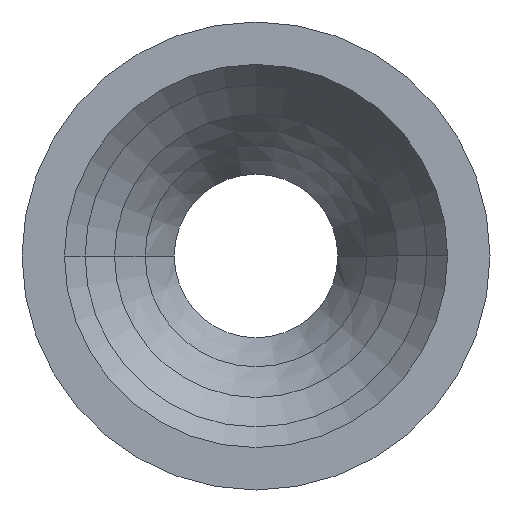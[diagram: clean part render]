
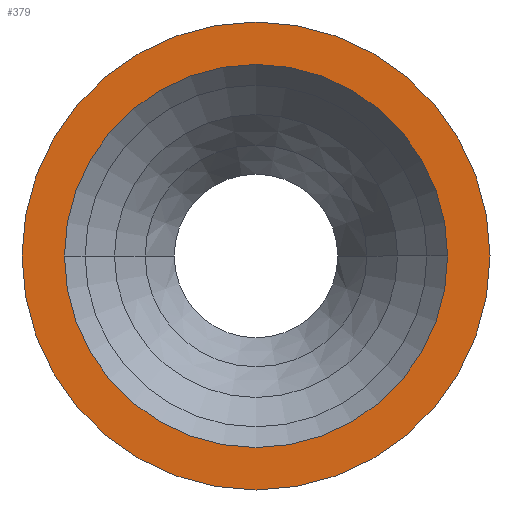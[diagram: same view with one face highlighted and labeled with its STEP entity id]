
A CAD part, left-side view. The second image highlights one B-rep face of the part: STEP entity #379.
In plain terms, the highlighted planar face has unit normal (-1, 0, 0).
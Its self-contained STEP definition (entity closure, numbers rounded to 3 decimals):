
#217 = EDGE_CURVE( '', #383, #373, #549, .T. );
#309 = EDGE_CURVE( '', #333, #481, #649, .T. );
#323 = EDGE_CURVE( '', #373, #383, #663, .T. );
#333 = VERTEX_POINT( '', #677 );
#373 = VERTEX_POINT( '', #722 );
#379 = ADVANCED_FACE( '', ( #728, #729 ), #730, .T. );
#383 = VERTEX_POINT( '', #734 );
#427 = EDGE_CURVE( '', #481, #333, #787, .T. );
#481 = VERTEX_POINT( '', #846 );
#549 = CIRCLE( '', #916, 30.7 );
#649 = CIRCLE( '', #1058, 37.5 );
#663 = CIRCLE( '', #1080, 30.7 );
#677 = CARTESIAN_POINT( '', ( 0., -37.5, 0. ) );
#722 = CARTESIAN_POINT( '', ( 0., -30.7, 0. ) );
#728 = FACE_BOUND( '', #1156, .T. );
#729 = FACE_OUTER_BOUND( '', #1157, .T. );
#730 = PLANE( '', #1158 );
#734 = CARTESIAN_POINT( '', ( 0., 30.7, 0. ) );
#787 = CIRCLE( '', #1230, 37.5 );
#846 = CARTESIAN_POINT( '', ( 0., 37.5, 0. ) );
#916 = AXIS2_PLACEMENT_3D( '', #1390, #1391, #1392 );
#1058 = AXIS2_PLACEMENT_3D( '', #1504, #1505, #1506 );
#1080 = AXIS2_PLACEMENT_3D( '', #1518, #1519, #1520 );
#1156 = EDGE_LOOP( '', ( #1612, #1613 ) );
#1157 = EDGE_LOOP( '', ( #1614, #1615 ) );
#1158 = AXIS2_PLACEMENT_3D( '', #1616, #1617, #1618 );
#1230 = AXIS2_PLACEMENT_3D( '', #1705, #1706, #1707 );
#1390 = CARTESIAN_POINT( '', ( 0., 0., 0. ) );
#1391 = DIRECTION( '', ( -1., 0., 0. ) );
#1392 = DIRECTION( '', ( 0., 1., 0. ) );
#1504 = CARTESIAN_POINT( '', ( 0., 0., 0. ) );
#1505 = DIRECTION( '', ( -1., 0., 0. ) );
#1506 = DIRECTION( '', ( 0., 1., 0. ) );
#1518 = CARTESIAN_POINT( '', ( 0., 0., 0. ) );
#1519 = DIRECTION( '', ( -1., 0., 0. ) );
#1520 = DIRECTION( '', ( 0., 1., 0. ) );
#1612 = ORIENTED_EDGE( '', *, *, #217, .F. );
#1613 = ORIENTED_EDGE( '', *, *, #323, .F. );
#1614 = ORIENTED_EDGE( '', *, *, #427, .T. );
#1615 = ORIENTED_EDGE( '', *, *, #309, .T. );
#1616 = CARTESIAN_POINT( '', ( 0., 34.1, 0. ) );
#1617 = DIRECTION( '', ( -1., 0., 0. ) );
#1618 = DIRECTION( '', ( 0., 1., 0. ) );
#1705 = CARTESIAN_POINT( '', ( 0., 0., 0. ) );
#1706 = DIRECTION( '', ( -1., 0., 0. ) );
#1707 = DIRECTION( '', ( 0., 1., 0. ) );
